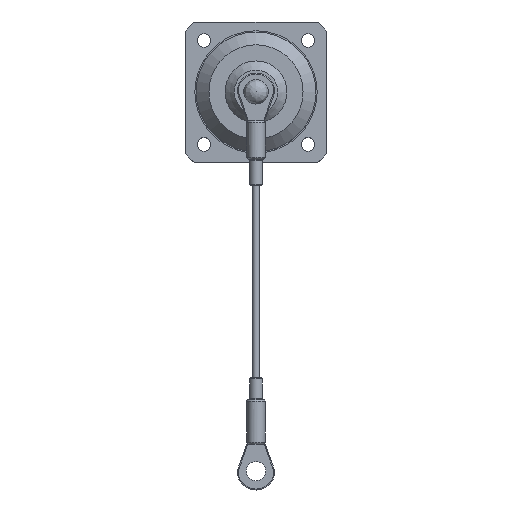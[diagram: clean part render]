
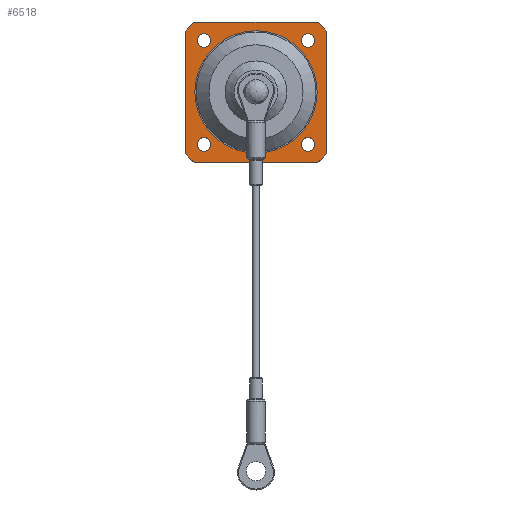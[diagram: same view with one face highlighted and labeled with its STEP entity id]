
A CAD part, top view. The second image highlights one B-rep face of the part: STEP entity #6518.
In plain terms, the highlighted planar face has unit normal (0, 0, 1).
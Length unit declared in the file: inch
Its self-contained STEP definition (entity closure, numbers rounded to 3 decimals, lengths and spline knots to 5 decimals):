
#126 = EDGE_LOOP ( 'NONE', ( #1575 ) ) ;
#141 = CARTESIAN_POINT ( 'NONE',  ( -0.6274, -0.72, -0.675 ) ) ;
#366 = FACE_BOUND ( 'NONE', #1105, .T. ) ;
#670 = ORIENTED_EDGE ( 'NONE', *, *, #10140, .F. ) ;
#693 = DIRECTION ( 'NONE',  ( 0., 0., 1. ) ) ;
#1045 = CARTESIAN_POINT ( 'NONE',  ( 0.5275, 0., -0.675 ) ) ;
#1105 = EDGE_LOOP ( 'NONE', ( #8445 ) ) ;
#1113 = DIRECTION ( 'NONE',  ( 0., -1., 0. ) ) ;
#1293 = ORIENTED_EDGE ( 'NONE', *, *, #9206, .T. ) ;
#1294 = VECTOR ( 'NONE', #5348, 39.37008 ) ;
#1372 = AXIS2_PLACEMENT_3D ( 'NONE', #2904, #9234, #3873 ) ;
#1494 = CARTESIAN_POINT ( 'NONE',  ( 0.72, 0.6274, -0.675 ) ) ;
#1543 = VECTOR ( 'NONE', #1113, 39.37008 ) ;
#1575 = ORIENTED_EDGE ( 'NONE', *, *, #10739, .F. ) ;
#1600 = AXIS2_PLACEMENT_3D ( 'NONE', #4404, #10730, #5311 ) ;
#1867 = CARTESIAN_POINT ( 'NONE',  ( -0.72, 0.6274, -0.675 ) ) ;
#2017 = DIRECTION ( 'NONE',  ( 1., 0., 0. ) ) ;
#2319 = CIRCLE ( 'NONE', #4670, 0.955 ) ;
#2376 = DIRECTION ( 'NONE',  ( 0., 0., 1. ) ) ;
#2389 = DIRECTION ( 'NONE',  ( 0., 0., 1. ) ) ;
#2391 = CIRCLE ( 'NONE', #4216, 0.07 ) ;
#2760 = DIRECTION ( 'NONE',  ( 0., 0., 1. ) ) ;
#2769 = FACE_BOUND ( 'NONE', #126, .T. ) ;
#2904 = CARTESIAN_POINT ( 'NONE',  ( -0.531, -0.531, -0.675 ) ) ;
#2955 = CARTESIAN_POINT ( 'NONE',  ( 0.601, -0.531, -0.675 ) ) ;
#3073 = FACE_BOUND ( 'NONE', #3859, .T. ) ;
#3161 = VECTOR ( 'NONE', #2017, 39.37008 ) ;
#3260 = VERTEX_POINT ( 'NONE', #1867 ) ;
#3416 = DIRECTION ( 'NONE',  ( 0., 0., 1. ) ) ;
#3476 = DIRECTION ( 'NONE',  ( 0., 0., 1. ) ) ;
#3859 = EDGE_LOOP ( 'NONE', ( #670 ) ) ;
#3873 = DIRECTION ( 'NONE',  ( 1., 0., 0. ) ) ;
#3892 = VERTEX_POINT ( 'NONE', #8989 ) ;
#4135 = ORIENTED_EDGE ( 'NONE', *, *, #5891, .T. ) ;
#4216 = AXIS2_PLACEMENT_3D ( 'NONE', #7774, #2376, #8660 ) ;
#4404 = CARTESIAN_POINT ( 'NONE',  ( 0., 0., -0.675 ) ) ;
#4670 = AXIS2_PLACEMENT_3D ( 'NONE', #7790, #2389, #8675 ) ;
#4716 = CARTESIAN_POINT ( 'NONE',  ( 0., 0., -0.675 ) ) ;
#4806 = CARTESIAN_POINT ( 'NONE',  ( -0.461, 0.531, -0.675 ) ) ;
#4817 = CIRCLE ( 'NONE', #7519, 0.07 ) ;
#4825 = VERTEX_POINT ( 'NONE', #1494 ) ;
#5055 = ORIENTED_EDGE ( 'NONE', *, *, #10468, .F. ) ;
#5069 = DIRECTION ( 'NONE',  ( -1., 0., 0. ) ) ;
#5108 = VERTEX_POINT ( 'NONE', #5477 ) ;
#5232 = DIRECTION ( 'NONE',  ( 0., 0., -1. ) ) ;
#5311 = DIRECTION ( 'NONE',  ( 1., 0., 0. ) ) ;
#5314 = CIRCLE ( 'NONE', #1600, 0.955 ) ;
#5348 = DIRECTION ( 'NONE',  ( 0., 1., 0. ) ) ;
#5401 = CARTESIAN_POINT ( 'NONE',  ( 0.72, -0.6274, -0.675 ) ) ;
#5477 = CARTESIAN_POINT ( 'NONE',  ( -0.6274, 0.72, -0.675 ) ) ;
#5623 = DIRECTION ( 'NONE',  ( 1., 0., 0. ) ) ;
#5657 = ORIENTED_EDGE ( 'NONE', *, *, #8858, .T. ) ;
#5716 = CIRCLE ( 'NONE', #8004, 0.955 ) ;
#5735 = EDGE_LOOP ( 'NONE', ( #5055 ) ) ;
#5753 = EDGE_CURVE ( 'NONE', #7517, #7517, #8508, .T. ) ;
#5806 = VERTEX_POINT ( 'NONE', #6130 ) ;
#5852 = LINE ( 'NONE', #141, #3161 ) ;
#5854 = VERTEX_POINT ( 'NONE', #2955 ) ;
#5891 = EDGE_CURVE ( 'NONE', #4825, #3892, #5314, .T. ) ;
#5988 = CARTESIAN_POINT ( 'NONE',  ( -0.72, -0.6274, -0.675 ) ) ;
#6130 = CARTESIAN_POINT ( 'NONE',  ( 0.72, -0.6274, -0.675 ) ) ;
#6139 = CARTESIAN_POINT ( 'NONE',  ( 0.531, 0.531, -0.675 ) ) ;
#6234 = VERTEX_POINT ( 'NONE', #5988 ) ;
#6310 = AXIS2_PLACEMENT_3D ( 'NONE', #6139, #693, #7033 ) ;
#6341 = EDGE_LOOP ( 'NONE', ( #9859 ) ) ;
#6413 = EDGE_CURVE ( 'NONE', #5806, #4825, #8472, .T. ) ;
#6470 = PLANE ( 'NONE',  #10437 ) ;
#6518 = ADVANCED_FACE ( 'NONE', ( #3073, #7575, #2769, #366, #9711, #7298 ), #6470, .T. ) ;
#6707 = EDGE_LOOP ( 'NONE', ( #4135, #1293, #5657, #6780, #8764, #9695, #9333, #11089 ) ) ;
#6780 = ORIENTED_EDGE ( 'NONE', *, *, #8488, .T. ) ;
#6806 = VECTOR ( 'NONE', #5069, 39.37008 ) ;
#7033 = DIRECTION ( 'NONE',  ( 1., 0., 0. ) ) ;
#7097 = EDGE_CURVE ( 'NONE', #7570, #5806, #2319, .T. ) ;
#7298 = FACE_OUTER_BOUND ( 'NONE', #6707, .T. ) ;
#7517 = VERTEX_POINT ( 'NONE', #1045 ) ;
#7519 = AXIS2_PLACEMENT_3D ( 'NONE', #8819, #3476, #9769 ) ;
#7570 = VERTEX_POINT ( 'NONE', #10137 ) ;
#7575 = FACE_BOUND ( 'NONE', #5735, .T. ) ;
#7618 = EDGE_CURVE ( 'NONE', #9198, #7570, #5852, .T. ) ;
#7759 = CIRCLE ( 'NONE', #1372, 0.07 ) ;
#7774 = CARTESIAN_POINT ( 'NONE',  ( 0.531, -0.531, -0.675 ) ) ;
#7790 = CARTESIAN_POINT ( 'NONE',  ( 0., 0., -0.675 ) ) ;
#7933 = VERTEX_POINT ( 'NONE', #4806 ) ;
#8004 = AXIS2_PLACEMENT_3D ( 'NONE', #8141, #2760, #9077 ) ;
#8054 = EDGE_CURVE ( 'NONE', #6234, #9198, #8895, .T. ) ;
#8141 = CARTESIAN_POINT ( 'NONE',  ( 0., 0., -0.675 ) ) ;
#8188 = VERTEX_POINT ( 'NONE', #8324 ) ;
#8324 = CARTESIAN_POINT ( 'NONE',  ( -0.461, -0.531, -0.675 ) ) ;
#8445 = ORIENTED_EDGE ( 'NONE', *, *, #10759, .F. ) ;
#8472 = LINE ( 'NONE', #5401, #1294 ) ;
#8488 = EDGE_CURVE ( 'NONE', #3260, #6234, #8743, .T. ) ;
#8508 = CIRCLE ( 'NONE', #10930, 0.5275 ) ;
#8660 = DIRECTION ( 'NONE',  ( 1., 0., 0. ) ) ;
#8675 = DIRECTION ( 'NONE',  ( 1., 0., 0. ) ) ;
#8743 = LINE ( 'NONE', #10156, #1543 ) ;
#8764 = ORIENTED_EDGE ( 'NONE', *, *, #8054, .T. ) ;
#8778 = CARTESIAN_POINT ( 'NONE',  ( 0., 0., -0.675 ) ) ;
#8819 = CARTESIAN_POINT ( 'NONE',  ( -0.531, 0.531, -0.675 ) ) ;
#8858 = EDGE_CURVE ( 'NONE', #5108, #3260, #5716, .T. ) ;
#8895 = CIRCLE ( 'NONE', #10973, 0.955 ) ;
#8989 = CARTESIAN_POINT ( 'NONE',  ( 0.6274, 0.72, -0.675 ) ) ;
#9077 = DIRECTION ( 'NONE',  ( 1., 0., 0. ) ) ;
#9198 = VERTEX_POINT ( 'NONE', #11241 ) ;
#9206 = EDGE_CURVE ( 'NONE', #3892, #5108, #11566, .T. ) ;
#9234 = DIRECTION ( 'NONE',  ( 0., 0., 1. ) ) ;
#9333 = ORIENTED_EDGE ( 'NONE', *, *, #7097, .T. ) ;
#9695 = ORIENTED_EDGE ( 'NONE', *, *, #7618, .T. ) ;
#9708 = DIRECTION ( 'NONE',  ( 1., 0., 0. ) ) ;
#9711 = FACE_BOUND ( 'NONE', #6341, .T. ) ;
#9769 = DIRECTION ( 'NONE',  ( 1., 0., 0. ) ) ;
#9859 = ORIENTED_EDGE ( 'NONE', *, *, #5753, .T. ) ;
#10137 = CARTESIAN_POINT ( 'NONE',  ( 0.6274, -0.72, -0.675 ) ) ;
#10140 = EDGE_CURVE ( 'NONE', #8188, #8188, #7759, .T. ) ;
#10156 = CARTESIAN_POINT ( 'NONE',  ( -0.72, -0.6274, -0.675 ) ) ;
#10220 = CARTESIAN_POINT ( 'NONE',  ( 0.601, 0.531, -0.675 ) ) ;
#10387 = VERTEX_POINT ( 'NONE', #10220 ) ;
#10437 = AXIS2_PLACEMENT_3D ( 'NONE', #4716, #11017, #5623 ) ;
#10468 = EDGE_CURVE ( 'NONE', #5854, #5854, #2391, .T. ) ;
#10494 = CARTESIAN_POINT ( 'NONE',  ( -0.6274, 0.72, -0.675 ) ) ;
#10650 = CARTESIAN_POINT ( 'NONE',  ( 0., 0., -0.675 ) ) ;
#10730 = DIRECTION ( 'NONE',  ( 0., 0., 1. ) ) ;
#10739 = EDGE_CURVE ( 'NONE', #10387, #10387, #11675, .T. ) ;
#10759 = EDGE_CURVE ( 'NONE', #7933, #7933, #4817, .T. ) ;
#10930 = AXIS2_PLACEMENT_3D ( 'NONE', #10650, #5232, #11501 ) ;
#10973 = AXIS2_PLACEMENT_3D ( 'NONE', #8778, #3416, #9708 ) ;
#11017 = DIRECTION ( 'NONE',  ( 0., 0., 1. ) ) ;
#11089 = ORIENTED_EDGE ( 'NONE', *, *, #6413, .T. ) ;
#11241 = CARTESIAN_POINT ( 'NONE',  ( -0.6274, -0.72, -0.675 ) ) ;
#11501 = DIRECTION ( 'NONE',  ( 1., 0., 0. ) ) ;
#11566 = LINE ( 'NONE', #10494, #6806 ) ;
#11675 = CIRCLE ( 'NONE', #6310, 0.07 ) ;
